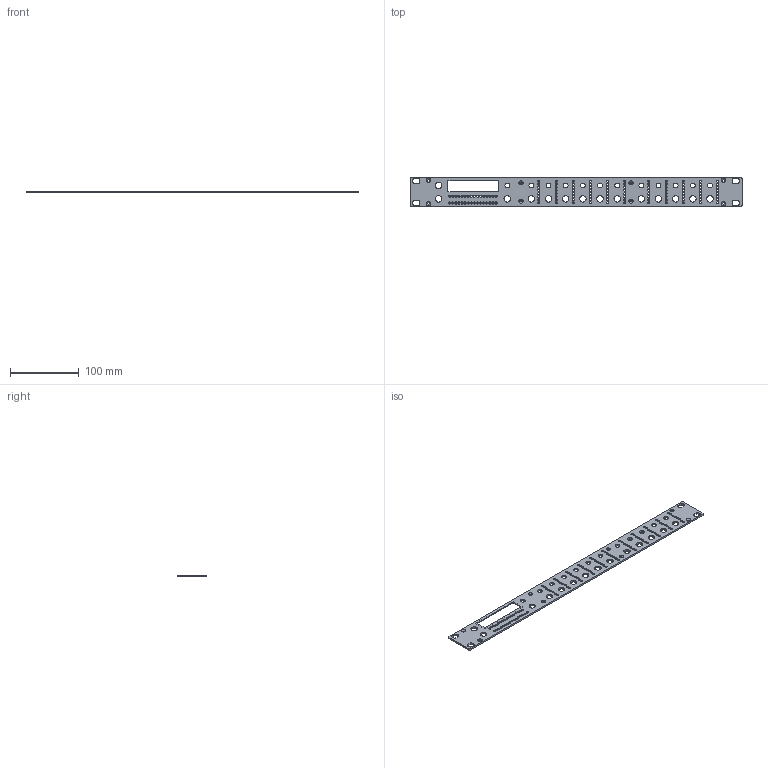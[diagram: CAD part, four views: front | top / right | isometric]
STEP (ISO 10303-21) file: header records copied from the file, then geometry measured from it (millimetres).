
FILE_DESCRIPTION(('Open CASCADE Model'),'2;1');
FILE_NAME('Open CASCADE Shape Model','2021-04-09T21:14:36',('Author'),( 'Open CASCADE'),'Open CASCADE STEP processor 7.2','Open CASCADE 7.2' ,'Unknown');
FILE_SCHEMA(('AUTOMOTIVE_DESIGN { 1 0 10303 214 1 1 1 1 }'));
Length unit declared in the file: millimetre
Products named in the file (1): Open CASCADE STEP translator 7.2 1
Bounding box: 483 x 43.6 x 2.5 mm (x, y, z)
Volume: 42190.2 mm3; surface area: 42587.7 mm2
Topology: 1 solids, 1 shells, 767 faces, 1892 edges, 1256 vertices
Faces by surface type: cylinder 600, plane 151, cone 16
Entity records: 50160 total; most frequent: CARTESIAN_POINT 10908, DIRECTION 7860, ORIENTED_EDGE 3784, PCURVE 3784, DEFINITIONAL_REPRESENTATION 3784, LINE 3220, VECTOR 3220, AXIS2_PLACEMENT_3D 1984
